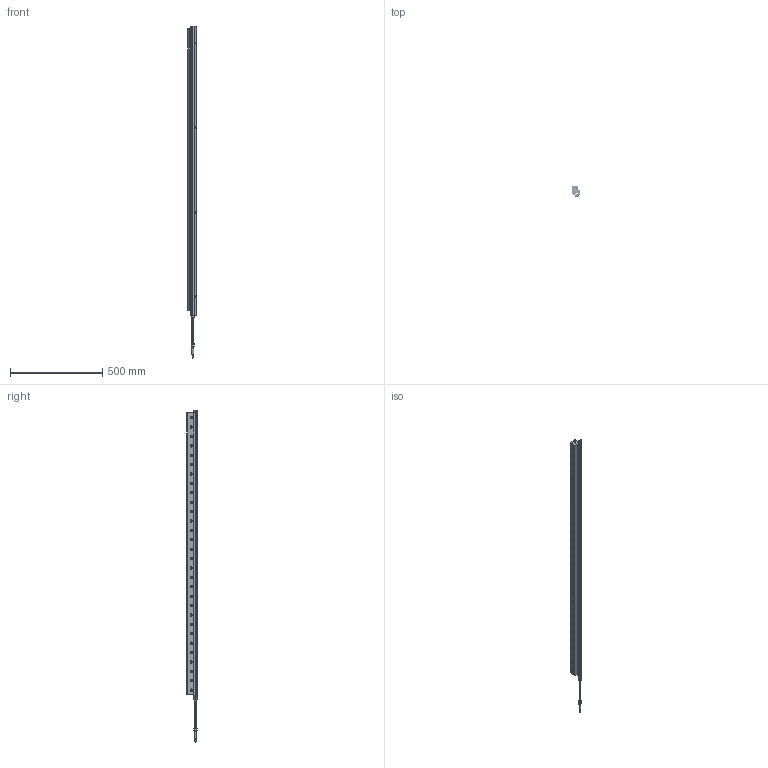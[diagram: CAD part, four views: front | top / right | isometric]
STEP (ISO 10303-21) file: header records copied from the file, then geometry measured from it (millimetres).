
FILE_DESCRIPTION(/* description */ (''),/* implementation_level */ '2;1');
FILE_NAME(/* name */ '112060-DIM.stp',/* time_stamp */ '2017-03-29T13:32:30-04:00',/* author */ ('ryan longshore'),/* organization */ (''),/* preprocessor_version */ 'ST-DEVELOPER v16.5',/* originating_system */ 'Autodesk Inventor 2017',/* authorisation */ '');
FILE_SCHEMA (('AUTOMOTIVE_DESIGN { 1 0 10303 214 3 1 1 }'));
Length unit declared in the file: inch
Products named in the file (23): 112060-DIM; 110060; 901472; 901473; Unbrako - 1/4 x 3/4; 8060-DIM; 901836; 901574; 901437; 901592; 901565; 901515; 901587; 901724-DIM; 901806-DIM; 901576-DIM; 901576 without spring-DIM; 901577; 901770; 901625; 7525; Unbrako - 10 x 1/4; Unbrako - 1/4 x 1/2
Assembly tree (120 placements, depth 4):
  112060-DIM
    110060
      901472
      901473
      Unbrako - 1/4 x 3/4  x30
    8060-DIM
      901836
      901574
      901437
      901592
      901565
      901515
      901587
      901724-DIM
      901576-DIM  x60
        901576 without spring-DIM
        901577
      901806-DIM
      901770
      901625  x2
    7525  x4
    Unbrako - 10 x 1/4  x4
    Unbrako - 1/4 x 1/2  x4
Bounding box: 46.9 x 57.63 x 1794.8 mm (x, y, z)
Volume: 2383164.7 mm3; surface area: 713492.8 mm2
Topology: 173 solids, 173 shells, 2518 faces, 5399 edges, 3419 vertices
Faces by surface type: plane 1332, cylinder 837, cone 263, torus 80, bspline 6
Full cylindrical faces by diameter (mm): 0.508 x1, 0.635 x120, 1.984 x2, 2.54 x1, 2.667 x60, 2.845 x1, 3.454 x1, 3.485 x1, 3.937 x60, 4.089 x4, 4.826 x4, 4.978 x1, 5.055 x1, 5.159 x34, 5.715 x121, 6.35 x35, 6.604 x1, 6.731 x1, 7.144 x34, 8.128 x2, 9.144 x1, 9.169 x4, 9.423 x1, 9.525 x3, 10.414 x2, 11.1 x34, 11.112 x7, 12.7 x30, 13.462 x1, 13.716 x1
Entity records: 28433 total; most frequent: CARTESIAN_POINT 18049, DIRECTION 2194, ORIENTED_EDGE 1452, AXIS2_PLACEMENT_3D 966, EDGE_LOOP 844, EDGE_CURVE 726, VERTEX_POINT 594, FACE_OUTER_BOUND 429
